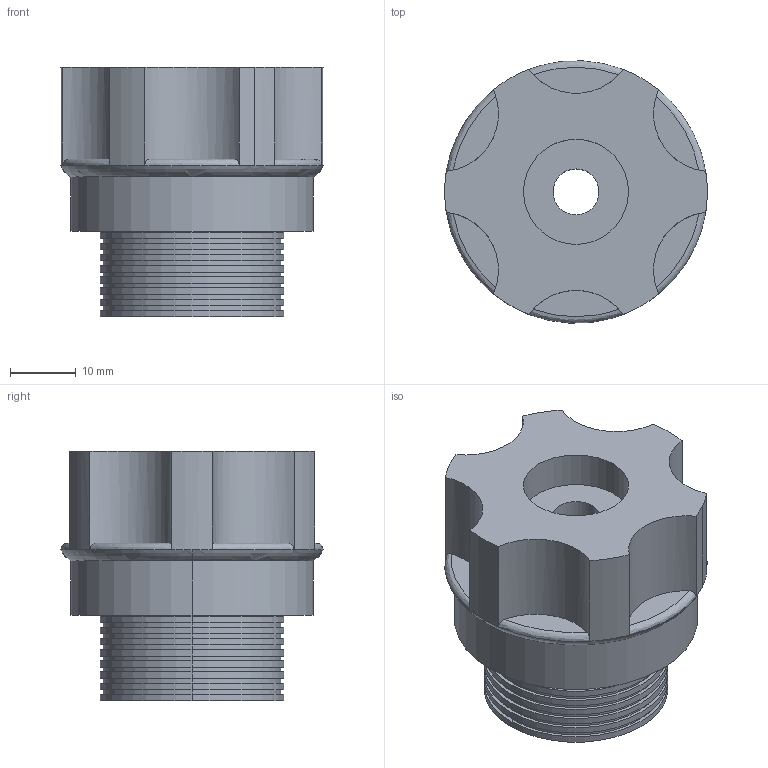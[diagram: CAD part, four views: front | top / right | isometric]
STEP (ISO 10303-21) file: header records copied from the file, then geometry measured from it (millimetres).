
FILE_DESCRIPTION(('CATIA V5 STEP Exchange','CAx-IF Rec.Pracs.--- Model Styling and Organization---1.4--- 2014-01-23'),'2;1');
FILE_NAME('01098.stp','2021-11-08T13:20:58+00:00',('none'),('none'),'CATIA Version 5-6 Release 2019 SP5','CATIA V5 STEP AP214 v1','none');
FILE_SCHEMA(('AUTOMOTIVE_DESIGN { 1 0 10303 214 1 1 1 1 }'));
Length unit declared in the file: millimetre
Products named in the file (1): 01098
Bounding box: 40 x 39.95 x 38 mm (x, y, z)
Volume: 19588.8 mm3; surface area: 11705.4 mm2
Topology: 1 solids, 1 shells, 114 faces, 264 edges, 176 vertices
Faces by surface type: cylinder 70, plane 36, bspline 6, torus 2
Entity records: 3503 total; most frequent: CARTESIAN_POINT 1066, ORIENTED_EDGE 528, DIRECTION 320, EDGE_CURVE 264, AXIS2_PLACEMENT_3D 192, VERTEX_POINT 176, CIRCLE 144, EDGE_LOOP 140
